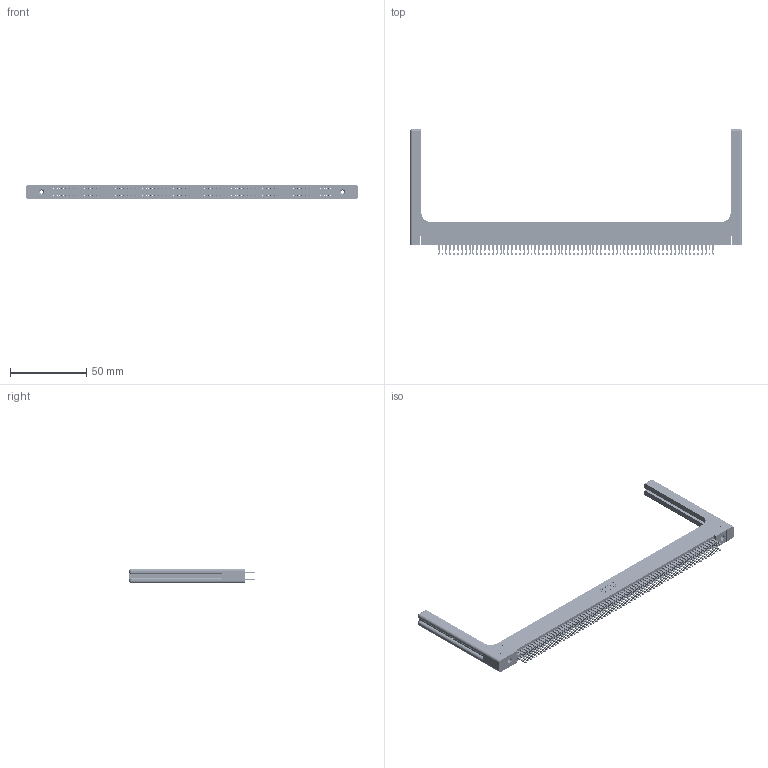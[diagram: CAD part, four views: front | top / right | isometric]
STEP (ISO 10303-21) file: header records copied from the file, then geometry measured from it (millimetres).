
FILE_DESCRIPTION (( 'STEP AP203' ), '1' );
FILE_NAME ('345-144-500-258.STEP', '2019-11-09T06:35:20', ( '' ), ( '' ), 'SwSTEP 2.0', 'SolidWorks 2016', '' );
FILE_SCHEMA (( 'CONFIG_CONTROL_DESIGN' ));
Length unit declared in the file: inch
Products named in the file (5): 345-144-500-258; 345-220-058_345-220-058; 345-292-001_345-293-100; 345 Part_Flush Mounting Lugs - 0.156 Dia-TH; 345-250-001_345-250-001-102
Assembly tree (149 placements, depth 2):
  345-144-500-258
    345 Part_Flush Mounting Lugs - 0.156 Dia-TH
    345-292-001_345-293-100  x144
    345-250-001_345-250-001-102  x2
    345-220-058_345-220-058  x2
Bounding box: 217.91 x 82.47 x 9.4 mm (x, y, z)
Volume: 30361.3 mm3; surface area: 39460.1 mm2
Topology: 149 solids, 149 shells, 7006 faces, 21311 edges, 14186 vertices
Faces by surface type: plane 4116, cylinder 2830, bspline 36, cone 12, sphere 8, torus 4
Entity records: 57566 total; most frequent: CARTESIAN_POINT 10613, ORIENTED_EDGE 9344, DIRECTION 8256, EDGE_CURVE 4672, LINE 4156, VECTOR 4156, VERTEX_POINT 3106, AXIS2_PLACEMENT_3D 2050
